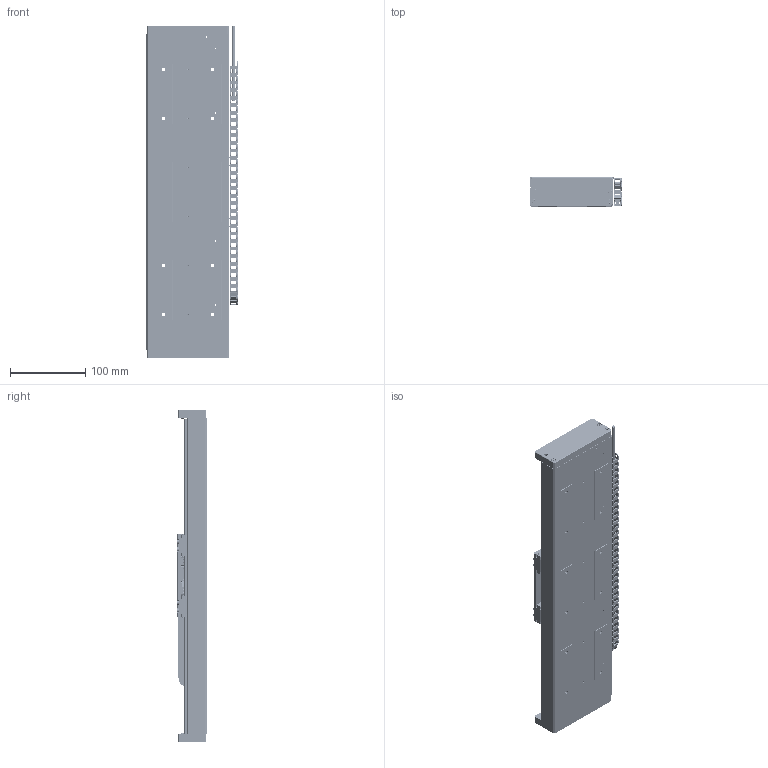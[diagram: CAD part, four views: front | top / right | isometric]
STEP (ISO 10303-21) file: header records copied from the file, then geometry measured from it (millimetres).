
FILE_DESCRIPTION (( 'STEP AP214' ), '1' );
FILE_NAME ('PPS-110-13XXX.STEP', '2023-03-02T22:27:05', ( '' ), ( '' ), 'SwSTEP 2.0', 'SolidWorks 2020', '' );
FILE_SCHEMA (( 'AUTOMOTIVE_DESIGN' ));
Length unit declared in the file: millimetre
Products named in the file (55): 39; 5; 40; 130242 Bearing, Slide Rail, PPS-110 (SEBS9B Slide); 36; 430712 PPS-110, End Plate, Linear Motor; 45; PPS-110-13XXX; 49; PPS-110 Carriage Demo Assembly_2022_Piezo Motor; Screw, SHCS-L, M-DIN_M3 x 0.5 x 06mm; Cable Chain exit cable; 30; PPS-110, Base, Master Part_300mm Stepper & Peizo; 38; 46; 51; 4; 26; 43; 3; 130242 Bearing, Slide Rail, PPS-110 (SEBS9B Track)_300mm; 54; 56; 52; 33; 25; 55; IGUS E3-3 7w 15br_300mm; 41; 37; 47; 28; RubberBall; 53; Screw, SHCS-S, M-DIN._M3 x 0.5 x 08mm; 29; 50; SCREW, MS-PPH, M-JCIS 1_M1.6 x 0.35 x 3mm; 31 ...
Assembly tree (138 placements, depth 3):
  PPS-110-13XXX
    PPS-110 Base Demo Assembly_2022_300mm Travel Piezo Motor
      PPS-110, Base, Master Part_300mm Stepper & Peizo
      Screw, SHCS-S, M-DIN._M3 x 0.5 x 08mm  x42
      130242 Bearing, Slide Rail, PPS-110 (SEBS9B Track)_300mm  x2
      RubberBall  x4
      430712 PPS-110, End Plate, Linear Motor  x2
      Screw, SHCS-S, M-DIN._M3 x 0.5 x 10mm  x8
    PPS-110 Carriage Demo Assembly_2022_Piezo Motor
      430715 PPS-110, Carriage, L110, Piezo Motor_Piezo CF spring
      430714 PPS-110, Carriage Cable Cover
      SCREW, MS-PPH, M-JCIS 1_M1.6 x 0.35 x 3mm  x10
      130242 Bearing, Slide Rail, PPS-110 (SEBS9B Slide)  x4
      Screw, SHCS-L, M-DIN_M3 x 0.5 x 06mm  x16
    IGUS E3-3 7w 15br_300mm
      1
      2
      3
      4
      5
      24
      25
      26
      27
      28
      29
      30
      31
      32
      33
      34
      35
      36
      37
      38
      39
      40
      41
      42
      43
      44
      45
      46
      47
      48
      53
      49
      50
      51
      52
      54
      55
      56
      57  x5
    Cable Chain exit cable
Bounding box: 121.45 x 40 x 440 mm (x, y, z)
Volume: 834140.4 mm3; surface area: 285404.6 mm2
Topology: 135 solids, 135 shells, 6112 faces, 14827 edges, 9234 vertices
Faces by surface type: plane 3151, cylinder 1897, torus 588, cone 468, sphere 8
Entity records: 121746 total; most frequent: DIRECTION 17622, CARTESIAN_POINT 16988, ORIENTED_EDGE 16268, EDGE_CURVE 8134, AXIS2_PLACEMENT_3D 6225, VERTEX_POINT 5303, VECTOR 5172, LINE 5172
